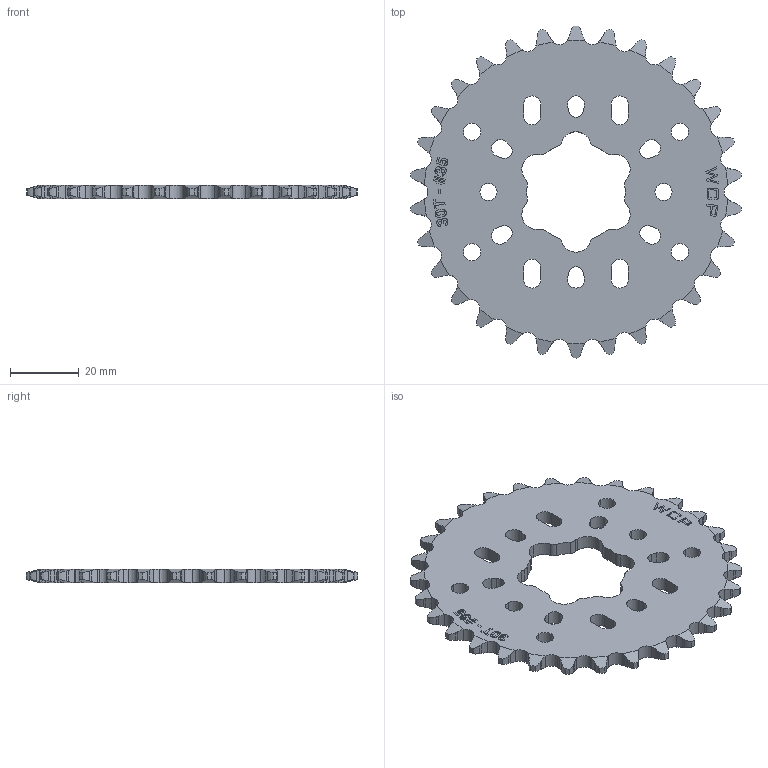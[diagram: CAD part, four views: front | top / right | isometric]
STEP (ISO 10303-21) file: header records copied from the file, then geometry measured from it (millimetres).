
FILE_DESCRIPTION (( 'STEP AP214' ), '1' );
FILE_NAME ('WCP-0982 Rev2.step', '2023-12-13T23:18:56', ( '' ), ( '' ), 'SwSTEP 2.0', 'SolidWorks 2022', '' );
FILE_SCHEMA (( 'AUTOMOTIVE_DESIGN' ));
Length unit declared in the file: inch
Products named in the file (1): WCP-0982 Rev2
Bounding box: 95.93 x 96.34 x 4 mm (x, y, z)
Volume: 20568.8 mm3; surface area: 13568.1 mm2
Topology: 1 solids, 1 shells, 569 faces, 1662 edges, 1108 vertices
Faces by surface type: cylinder 266, plane 195, cone 60, bspline 48
Entity records: 22184 total; most frequent: CARTESIAN_POINT 7960, ORIENTED_EDGE 3324, DIRECTION 2458, EDGE_CURVE 1662, VERTEX_POINT 1108, AXIS2_PLACEMENT_3D 862, LINE 734, VECTOR 734
